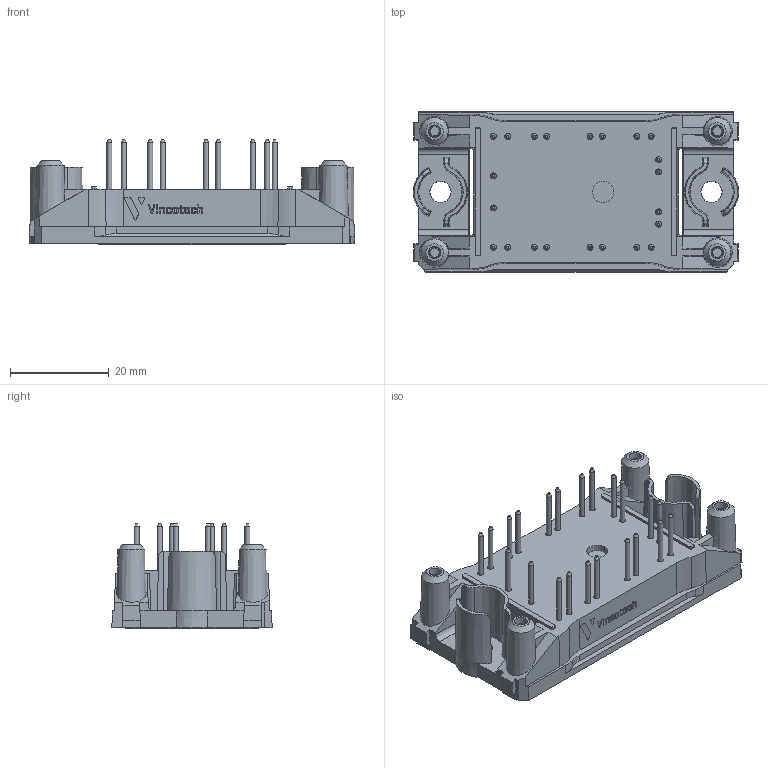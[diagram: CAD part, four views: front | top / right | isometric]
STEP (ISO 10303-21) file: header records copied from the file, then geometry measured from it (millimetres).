
FILE_DESCRIPTION(/* description */ ('Unknown'),/* implementation_level */ '2;1');
FILE_NAME(/* name */ 'Flow0-4T17WA-P620(220)-01-OL',/* time_stamp */ '2018-05-03T12:48:29+02:00',/* author */ ('Unknown'),/* organization */ ('Unknown'),/* preprocessor_version */ 'ST-DEVELOPER v16.7',/* originating_system */ 'DEX',/* authorisation */ $);
FILE_SCHEMA (('AUTOMOTIVE_DESIGN {1 0 10303 214 3 1 1}'));
Length unit declared in the file: millimetre
Products named in the file (1): Flow0-4T17WA-P620-01-OL
Bounding box: 66 x 32.5 x 21.23 mm (x, y, z)
Volume: 17971.9 mm3; surface area: 10701.5 mm2
Topology: 12 solids, 12 shells, 562 faces, 1441 edges, 962 vertices
Faces by surface type: plane 309, cylinder 95, cone 82, bspline 76
Full cylindrical faces by diameter (mm): 1 x22, 1.2 x22, 4.3 x1
Entity records: 19733 total; most frequent: CARTESIAN_POINT 4449, ORIENTED_EDGE 2508, DIRECTION 2362, EDGE_CURVE 1254, VERTEX_POINT 884, AXIS2_PLACEMENT_3D 801, LINE 760, VECTOR 760
